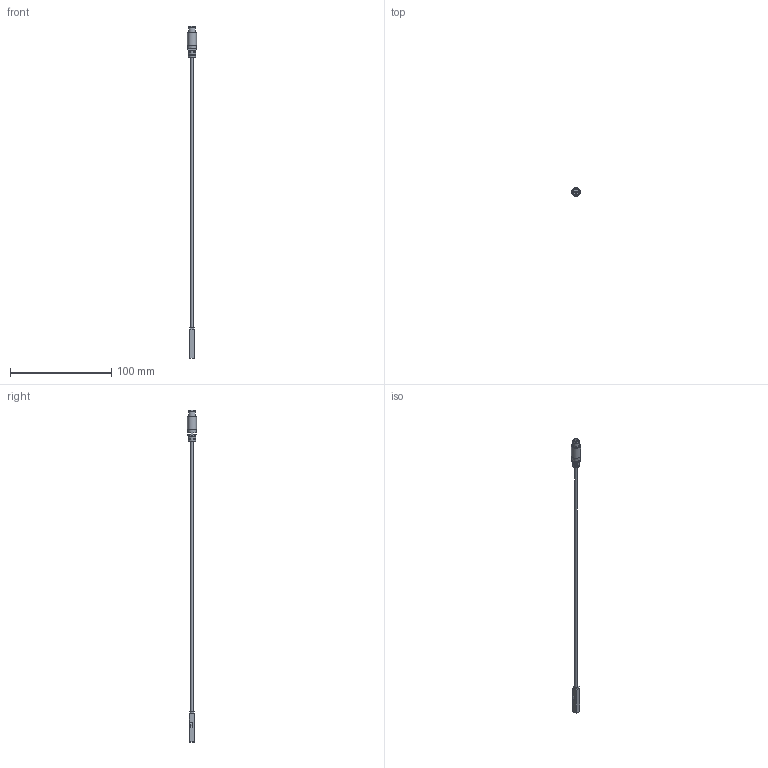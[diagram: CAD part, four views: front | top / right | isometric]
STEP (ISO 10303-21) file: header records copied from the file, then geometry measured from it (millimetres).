
FILE_DESCRIPTION(/* description */ (''),/* implementation_level */ '2;1');
FILE_NAME(/* name */ 'CAD_74074.stp',/* time_stamp */ '2017-05-29T14:42:11+02:00',/* author */ ('Hypex'),/* organization */ ('Hypex'),/* preprocessor_version */ 'ST-DEVELOPER v16.1',/* originating_system */ 'Autodesk Inventor 2016',/* authorisation */ '');
FILE_SCHEMA (('AUTOMOTIVE_DESIGN { 1 0 10303 214 3 1 1 }'));
Length unit declared in the file: millimetre
Products named in the file (1): CAD_74074
Bounding box: 9 x 9 x 328.3 mm (x, y, z)
Volume: 3508.9 mm3; surface area: 4031.6 mm2
Topology: 1 solids, 1 shells, 103 faces, 238 edges, 146 vertices
Faces by surface type: plane 54, cylinder 29, sphere 11, bspline 4, torus 3, cone 2
Full cylindrical faces by diameter (mm): 1 x3, 2.6 x1, 5 x1, 5.5 x1, 6.5 x1, 9 x1
Entity records: 2977 total; most frequent: CARTESIAN_POINT 607, DIRECTION 474, ORIENTED_EDGE 430, EDGE_CURVE 215, AXIS2_PLACEMENT_3D 183, VERTEX_POINT 138, EDGE_LOOP 127, LINE 108
